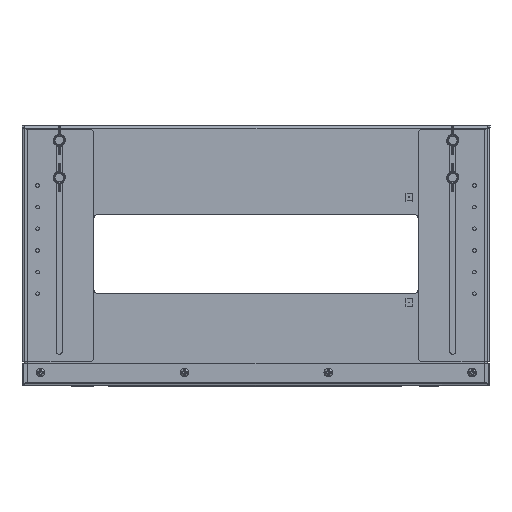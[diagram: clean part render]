
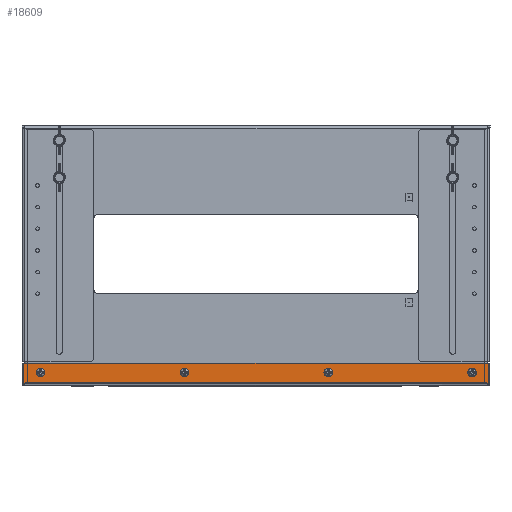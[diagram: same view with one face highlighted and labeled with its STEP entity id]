
A CAD part, left-side view. The second image highlights one B-rep face of the part: STEP entity #18609.
In plain terms, the highlighted planar face has unit normal (-1, 0, 0).
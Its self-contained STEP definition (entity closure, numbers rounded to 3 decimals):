
#1744 = VECTOR ( 'NONE', #56350, 1000. ) ;
#3035 = CARTESIAN_POINT ( 'NONE',  ( -249.4, 267.293, 1. ) ) ;
#3941 = DIRECTION ( 'NONE',  ( 0., 0., -1. ) ) ;
#4873 = DIRECTION ( 'NONE',  ( 0., 0., -1. ) ) ;
#5227 = ORIENTED_EDGE ( 'NONE', *, *, #30040, .F. ) ;
#5719 = DIRECTION ( 'NONE',  ( 0., 1., 0. ) ) ;
#7917 = VECTOR ( 'NONE', #63714, 1000. ) ;
#8707 = CARTESIAN_POINT ( 'NONE',  ( -249.4, 82.4, 14. ) ) ;
#9463 = ORIENTED_EDGE ( 'NONE', *, *, #27413, .F. ) ;
#9488 = EDGE_CURVE ( 'NONE', #23622, #42527, #74238, .T. ) ;
#10239 = CARTESIAN_POINT ( 'NONE',  ( -249.4, 248.4, 14. ) ) ;
#10335 = FACE_BOUND ( 'NONE', #49327, .T. ) ;
#10435 = LINE ( 'NONE', #75530, #70266 ) ;
#10772 = CARTESIAN_POINT ( 'NONE',  ( -249.4, -249.6, 14. ) ) ;
#11149 = DIRECTION ( 'NONE',  ( 1., 0., 0. ) ) ;
#12905 = AXIS2_PLACEMENT_3D ( 'NONE', #31788, #58051, #26324 ) ;
#12940 = ORIENTED_EDGE ( 'NONE', *, *, #79141, .F. ) ;
#13295 = DIRECTION ( 'NONE',  ( 0., 1., 0. ) ) ;
#13779 = ORIENTED_EDGE ( 'NONE', *, *, #35849, .T. ) ;
#14064 = AXIS2_PLACEMENT_3D ( 'NONE', #64737, #38068, #44736 ) ;
#14406 = DIRECTION ( 'NONE',  ( -1., 0., 0. ) ) ;
#15270 = CIRCLE ( 'NONE', #68184, 3.25 ) ;
#16008 = CARTESIAN_POINT ( 'NONE',  ( -249.4, -267.293, 1. ) ) ;
#17063 = DIRECTION ( 'NONE',  ( 0., 0., -1. ) ) ;
#17220 = EDGE_CURVE ( 'NONE', #54197, #48358, #50034, .T. ) ;
#17411 = FACE_OUTER_BOUND ( 'NONE', #19346, .T. ) ;
#18382 = CARTESIAN_POINT ( 'NONE',  ( -249.4, 269.4, 25. ) ) ;
#18609 = ADVANCED_FACE ( 'NONE', ( #73771, #10335, #55413, #74598, #17411 ), #42869, .F. ) ;
#19346 = EDGE_LOOP ( 'NONE', ( #36940, #13779, #60061, #34359, #27186, #21458 ) ) ;
#21458 = ORIENTED_EDGE ( 'NONE', *, *, #70895, .F. ) ;
#23622 = VERTEX_POINT ( 'NONE', #16008 ) ;
#23711 = AXIS2_PLACEMENT_3D ( 'NONE', #8707, #27898, #28746 ) ;
#23942 = VERTEX_POINT ( 'NONE', #26371 ) ;
#24896 = CIRCLE ( 'NONE', #42244, 3.25 ) ;
#24903 = CARTESIAN_POINT ( 'NONE',  ( -249.4, 267.293, 1. ) ) ;
#26324 = DIRECTION ( 'NONE',  ( 0., 0., -1. ) ) ;
#26371 = CARTESIAN_POINT ( 'NONE',  ( -249.4, 82.4, 17.25 ) ) ;
#27186 = ORIENTED_EDGE ( 'NONE', *, *, #27778, .F. ) ;
#27413 = EDGE_CURVE ( 'NONE', #52143, #23942, #65529, .T. ) ;
#27778 = EDGE_CURVE ( 'NONE', #29559, #48358, #57865, .T. ) ;
#27898 = DIRECTION ( 'NONE',  ( -1., 0., 0. ) ) ;
#28746 = DIRECTION ( 'NONE',  ( 0., 0., -1. ) ) ;
#29559 = VERTEX_POINT ( 'NONE', #76690 ) ;
#30040 = EDGE_CURVE ( 'NONE', #81436, #39234, #44749, .T. ) ;
#30265 = CIRCLE ( 'NONE', #82237, 3.25 ) ;
#31788 = CARTESIAN_POINT ( 'NONE',  ( -249.4, -83.6, 14. ) ) ;
#32639 = EDGE_CURVE ( 'NONE', #35370, #74132, #69794, .T. ) ;
#33804 = AXIS2_PLACEMENT_3D ( 'NONE', #41864, #54397, #67319 ) ;
#33828 = EDGE_CURVE ( 'NONE', #45589, #65603, #15270, .T. ) ;
#34338 = CARTESIAN_POINT ( 'NONE',  ( -249.4, 248.4, 10.75 ) ) ;
#34359 = ORIENTED_EDGE ( 'NONE', *, *, #17220, .T. ) ;
#34515 = CARTESIAN_POINT ( 'NONE',  ( -249.4, -249.6, 10.75 ) ) ;
#35370 = VERTEX_POINT ( 'NONE', #34338 ) ;
#35678 = EDGE_CURVE ( 'NONE', #65603, #45589, #48872, .T. ) ;
#35703 = DIRECTION ( 'NONE',  ( -1., 0., 0. ) ) ;
#35849 = EDGE_CURVE ( 'NONE', #23622, #55502, #10435, .T. ) ;
#36906 = ORIENTED_EDGE ( 'NONE', *, *, #33828, .F. ) ;
#36940 = ORIENTED_EDGE ( 'NONE', *, *, #9488, .F. ) ;
#37464 = CARTESIAN_POINT ( 'NONE',  ( -249.4, 267., 1. ) ) ;
#38068 = DIRECTION ( 'NONE',  ( -1., 0., 0. ) ) ;
#38456 = DIRECTION ( 'NONE',  ( 0., 0., -1. ) ) ;
#39234 = VERTEX_POINT ( 'NONE', #34515 ) ;
#39936 = VECTOR ( 'NONE', #5719, 1000. ) ;
#40059 = ORIENTED_EDGE ( 'NONE', *, *, #64715, .F. ) ;
#41621 = EDGE_LOOP ( 'NONE', ( #67649, #36906 ) ) ;
#41857 = CARTESIAN_POINT ( 'NONE',  ( -249.4, 82.4, 10.75 ) ) ;
#41864 = CARTESIAN_POINT ( 'NONE',  ( -249.4, 248.4, 14. ) ) ;
#42244 = AXIS2_PLACEMENT_3D ( 'NONE', #10239, #35703, #3941 ) ;
#42527 = VERTEX_POINT ( 'NONE', #3035 ) ;
#42869 = PLANE ( 'NONE',  #71285 ) ;
#43138 = EDGE_LOOP ( 'NONE', ( #40059, #5227 ) ) ;
#43382 = DIRECTION ( 'NONE',  ( 0., -1., 0. ) ) ;
#43409 = LINE ( 'NONE', #56767, #1744 ) ;
#44021 = ORIENTED_EDGE ( 'NONE', *, *, #32639, .F. ) ;
#44736 = DIRECTION ( 'NONE',  ( 0., 0., -1. ) ) ;
#44749 = CIRCLE ( 'NONE', #14064, 3.25 ) ;
#45589 = VERTEX_POINT ( 'NONE', #65314 ) ;
#47114 = CARTESIAN_POINT ( 'NONE',  ( -249.4, -83.6, 10.75 ) ) ;
#47712 = CIRCLE ( 'NONE', #23711, 3.25 ) ;
#48358 = VERTEX_POINT ( 'NONE', #18382 ) ;
#48872 = CIRCLE ( 'NONE', #12905, 3.25 ) ;
#49327 = EDGE_LOOP ( 'NONE', ( #9463, #12940 ) ) ;
#50034 = LINE ( 'NONE', #63386, #80620 ) ;
#50148 = CARTESIAN_POINT ( 'NONE',  ( -249.4, 82.4, 14. ) ) ;
#50565 = DIRECTION ( 'NONE',  ( -1., 0., 0. ) ) ;
#51600 = CARTESIAN_POINT ( 'NONE',  ( -249.4, 269.4, 1. ) ) ;
#51961 = ORIENTED_EDGE ( 'NONE', *, *, #57306, .F. ) ;
#52143 = VERTEX_POINT ( 'NONE', #41857 ) ;
#54197 = VERTEX_POINT ( 'NONE', #73814 ) ;
#54397 = DIRECTION ( 'NONE',  ( -1., 0., 0. ) ) ;
#54597 = CARTESIAN_POINT ( 'NONE',  ( -249.4, 248.4, 17.25 ) ) ;
#55413 = FACE_BOUND ( 'NONE', #41621, .T. ) ;
#55502 = VERTEX_POINT ( 'NONE', #69624 ) ;
#56350 = DIRECTION ( 'NONE',  ( 0., 0., 1. ) ) ;
#56767 = CARTESIAN_POINT ( 'NONE',  ( -249.4, -269.4, 1. ) ) ;
#57306 = EDGE_CURVE ( 'NONE', #74132, #35370, #24896, .T. ) ;
#57865 = LINE ( 'NONE', #51600, #7917 ) ;
#58051 = DIRECTION ( 'NONE',  ( -1., 0., 0. ) ) ;
#60061 = ORIENTED_EDGE ( 'NONE', *, *, #73210, .T. ) ;
#60598 = CARTESIAN_POINT ( 'NONE',  ( -249.4, -249.6, 17.25 ) ) ;
#62498 = DIRECTION ( 'NONE',  ( 0., 1., 0. ) ) ;
#63386 = CARTESIAN_POINT ( 'NONE',  ( -249.4, 0., 25. ) ) ;
#63714 = DIRECTION ( 'NONE',  ( 0., 0., 1. ) ) ;
#64715 = EDGE_CURVE ( 'NONE', #39234, #81436, #30265, .T. ) ;
#64737 = CARTESIAN_POINT ( 'NONE',  ( -249.4, -249.6, 14. ) ) ;
#64896 = DIRECTION ( 'NONE',  ( 0., 0., -1. ) ) ;
#65314 = CARTESIAN_POINT ( 'NONE',  ( -249.4, -83.6, 17.25 ) ) ;
#65529 = CIRCLE ( 'NONE', #77530, 3.25 ) ;
#65603 = VERTEX_POINT ( 'NONE', #47114 ) ;
#66965 = EDGE_LOOP ( 'NONE', ( #44021, #51961 ) ) ;
#67319 = DIRECTION ( 'NONE',  ( 0., 0., -1. ) ) ;
#67649 = ORIENTED_EDGE ( 'NONE', *, *, #35678, .F. ) ;
#68184 = AXIS2_PLACEMENT_3D ( 'NONE', #69956, #14406, #64896 ) ;
#68330 = CARTESIAN_POINT ( 'NONE',  ( -249.4, 0., 0. ) ) ;
#69624 = CARTESIAN_POINT ( 'NONE',  ( -249.4, -269.4, 1. ) ) ;
#69678 = VECTOR ( 'NONE', #62498, 1000. ) ;
#69794 = CIRCLE ( 'NONE', #33804, 3.25 ) ;
#69956 = CARTESIAN_POINT ( 'NONE',  ( -249.4, -83.6, 14. ) ) ;
#70266 = VECTOR ( 'NONE', #43382, 1000. ) ;
#70799 = LINE ( 'NONE', #24903, #69678 ) ;
#70895 = EDGE_CURVE ( 'NONE', #42527, #29559, #70799, .T. ) ;
#71285 = AXIS2_PLACEMENT_3D ( 'NONE', #68330, #11149, #4873 ) ;
#73210 = EDGE_CURVE ( 'NONE', #55502, #54197, #43409, .T. ) ;
#73771 = FACE_BOUND ( 'NONE', #66965, .T. ) ;
#73814 = CARTESIAN_POINT ( 'NONE',  ( -249.4, -269.4, 25. ) ) ;
#74132 = VERTEX_POINT ( 'NONE', #54597 ) ;
#74238 = LINE ( 'NONE', #37464, #39936 ) ;
#74598 = FACE_BOUND ( 'NONE', #43138, .T. ) ;
#74638 = DIRECTION ( 'NONE',  ( -1., 0., 0. ) ) ;
#75530 = CARTESIAN_POINT ( 'NONE',  ( -249.4, -267.293, 1. ) ) ;
#76690 = CARTESIAN_POINT ( 'NONE',  ( -249.4, 269.4, 1. ) ) ;
#77530 = AXIS2_PLACEMENT_3D ( 'NONE', #50148, #50565, #38456 ) ;
#79141 = EDGE_CURVE ( 'NONE', #23942, #52143, #47712, .T. ) ;
#80620 = VECTOR ( 'NONE', #13295, 1000. ) ;
#81436 = VERTEX_POINT ( 'NONE', #60598 ) ;
#82237 = AXIS2_PLACEMENT_3D ( 'NONE', #10772, #74638, #17063 ) ;
